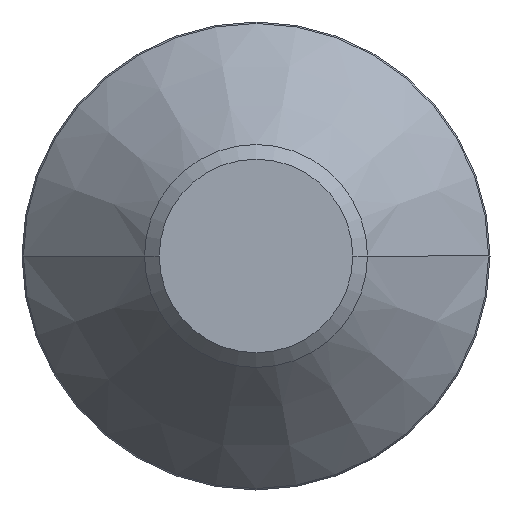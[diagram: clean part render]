
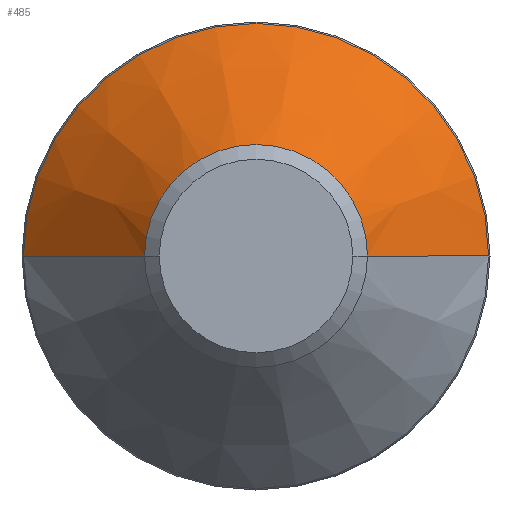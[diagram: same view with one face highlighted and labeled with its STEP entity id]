
A CAD part, front view. The second image highlights one B-rep face of the part: STEP entity #485.
In plain terms, the highlighted conical face has half-angle 41 degrees and reference radius 2.413 mm.
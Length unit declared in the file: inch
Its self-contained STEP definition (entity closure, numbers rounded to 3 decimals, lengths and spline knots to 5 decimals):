
#7 = DIRECTION ( 'NONE',  ( 0., 1., 0. ) ) ;
#37 = EDGE_CURVE ( 'NONE', #453, #537, #360, .T. ) ;
#53 = DIRECTION ( 'NONE',  ( 0., 1., 0. ) ) ;
#57 = VECTOR ( 'NONE', #91, 39.37008 ) ;
#66 = ORIENTED_EDGE ( 'NONE', *, *, #37, .F. ) ;
#70 = AXIS2_PLACEMENT_3D ( 'NONE', #534, #164, #326 ) ;
#86 = CARTESIAN_POINT ( 'NONE',  ( -0.095, 0.373, 0. ) ) ;
#87 = VERTEX_POINT ( 'NONE', #443 ) ;
#91 = DIRECTION ( 'NONE',  ( -0.656, 0.755, 0. ) ) ;
#93 = LINE ( 'NONE', #103, #389 ) ;
#96 = EDGE_LOOP ( 'NONE', ( #168, #492, #499, #66 ) ) ;
#100 = CARTESIAN_POINT ( 'NONE',  ( 0., 0.373, 0. ) ) ;
#103 = CARTESIAN_POINT ( 'NONE',  ( 0.095, 0.373, 0. ) ) ;
#110 = FACE_OUTER_BOUND ( 'NONE', #96, .T. ) ;
#134 = EDGE_CURVE ( 'NONE', #453, #292, #194, .T. ) ;
#135 = CARTESIAN_POINT ( 'NONE',  ( -0.1982, 0.49172, 0. ) ) ;
#140 = DIRECTION ( 'NONE',  ( -1., 0., 0. ) ) ;
#164 = DIRECTION ( 'NONE',  ( 0., -1., 0. ) ) ;
#168 = ORIENTED_EDGE ( 'NONE', *, *, #134, .T. ) ;
#176 = EDGE_CURVE ( 'NONE', #292, #87, #93, .T. ) ;
#194 = CIRCLE ( 'NONE', #290, 0.095 ) ;
#199 = CARTESIAN_POINT ( 'NONE',  ( -0.095, 0.373, 0. ) ) ;
#221 = DIRECTION ( 'NONE',  ( -1., 0., 0. ) ) ;
#254 = CONICAL_SURFACE ( 'NONE', #379, 0.095, 0.716 ) ;
#290 = AXIS2_PLACEMENT_3D ( 'NONE', #100, #53, #221 ) ;
#292 = VERTEX_POINT ( 'NONE', #323 ) ;
#302 = CARTESIAN_POINT ( 'NONE',  ( 0., 0.373, 0. ) ) ;
#312 = DIRECTION ( 'NONE',  ( 0.656, 0.755, 0. ) ) ;
#323 = CARTESIAN_POINT ( 'NONE',  ( 0.095, 0.373, 0. ) ) ;
#326 = DIRECTION ( 'NONE',  ( 1., 0., 0. ) ) ;
#360 = LINE ( 'NONE', #86, #57 ) ;
#379 = AXIS2_PLACEMENT_3D ( 'NONE', #302, #7, #140 ) ;
#380 = EDGE_CURVE ( 'NONE', #87, #537, #518, .T. ) ;
#389 = VECTOR ( 'NONE', #312, 39.37008 ) ;
#443 = CARTESIAN_POINT ( 'NONE',  ( 0.1982, 0.49172, 0. ) ) ;
#453 = VERTEX_POINT ( 'NONE', #199 ) ;
#485 = ADVANCED_FACE ( 'NONE', ( #110 ), #254, .T. ) ;
#492 = ORIENTED_EDGE ( 'NONE', *, *, #176, .T. ) ;
#499 = ORIENTED_EDGE ( 'NONE', *, *, #380, .T. ) ;
#518 = CIRCLE ( 'NONE', #70, 0.1982 ) ;
#534 = CARTESIAN_POINT ( 'NONE',  ( 0., 0.49172, 0. ) ) ;
#537 = VERTEX_POINT ( 'NONE', #135 ) ;
